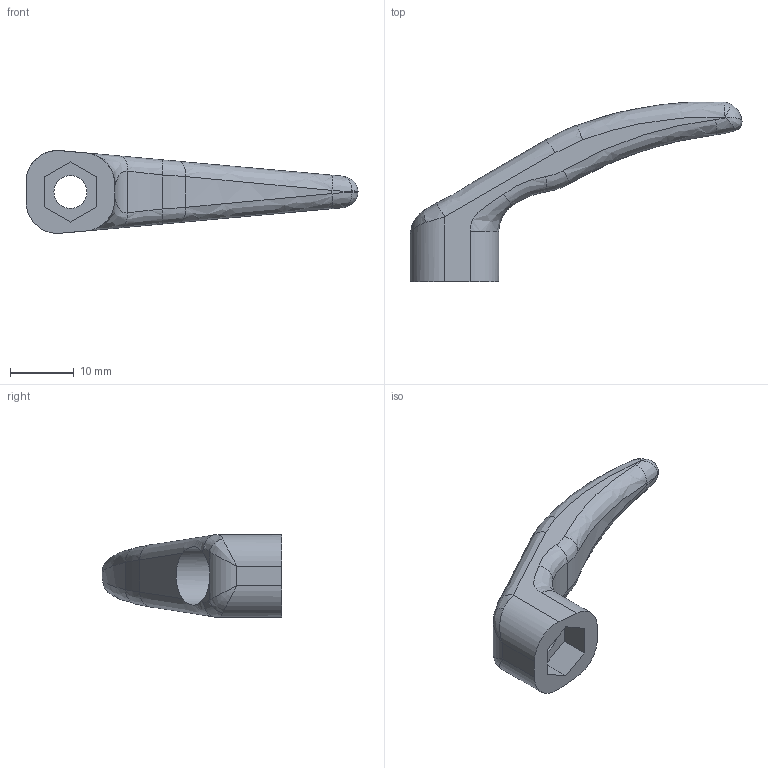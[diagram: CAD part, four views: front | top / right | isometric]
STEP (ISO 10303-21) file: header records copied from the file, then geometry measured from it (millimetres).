
FILE_DESCRIPTION (( 'STEP AP214' ), '1' );
FILE_NAME ('Clamp Handle.step', '2024-01-14T05:52:57', ( '' ), ( '' ), 'SwSTEP 2.0', 'SolidWorks 2022', '' );
FILE_SCHEMA (( 'AUTOMOTIVE_DESIGN' ));
Length unit declared in the file: millimetre
Products named in the file (1): Clamp Handle
Bounding box: 52.28 x 28.31 x 13.04 mm (x, y, z)
Volume: 3548 mm3; surface area: 2181.9 mm2
Topology: 1 solids, 1 shells, 65 faces, 162 edges, 96 vertices
Faces by surface type: bspline 28, cylinder 24, plane 13
Entity records: 2551 total; most frequent: CARTESIAN_POINT 1278, ORIENTED_EDGE 316, DIRECTION 192, EDGE_CURVE 158, VERTEX_POINT 96, AXIS2_PLACEMENT_3D 71, EDGE_LOOP 68, ADVANCED_FACE 65
